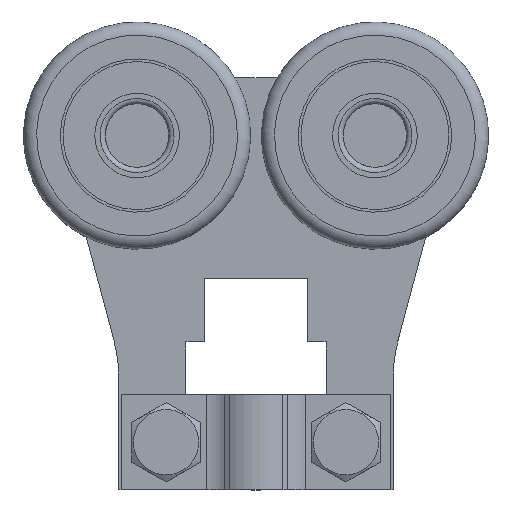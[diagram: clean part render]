
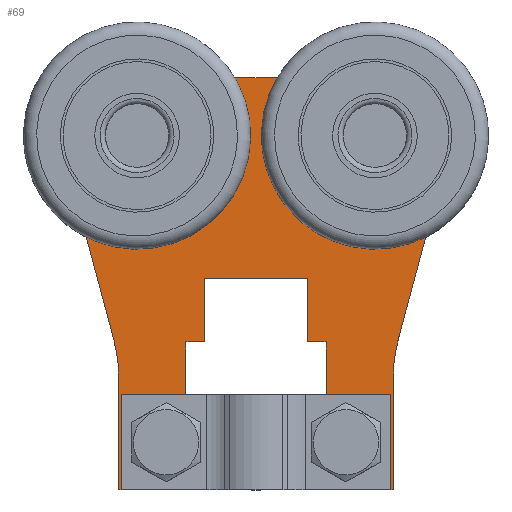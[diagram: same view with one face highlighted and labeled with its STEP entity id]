
A CAD part, top view. The second image highlights one B-rep face of the part: STEP entity #69.
In plain terms, the highlighted planar face has unit normal (0, 0, 1).
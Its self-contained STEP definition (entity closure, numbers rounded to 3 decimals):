
#69=ADVANCED_FACE('',(#468,#470,#472),#474,.T.);
#468=FACE_BOUND('',#469,.T.);
#469=EDGE_LOOP('',(#3269,#3270,#3271,#3272,#3273,#3274,#3275,#3276,#3277,#3278,#3279,
#3280,#3281,#3282,#3283,#3284,#3285,#3286,#3287,#3288,#3289,#3290,#3291,#3292));
#470=FACE_BOUND('',#471,.T.);
#471=EDGE_LOOP('',(#3293));
#472=FACE_BOUND('',#473,.T.);
#473=EDGE_LOOP('',(#3294));
#474=PLANE('',#475);
#475=AXIS2_PLACEMENT_3D('',#476,#477,#478);
#476=CARTESIAN_POINT('',(0.,0.,6.));
#477=DIRECTION('',(0.,0.,1.));
#478=DIRECTION('',(1.,0.,0.));
#3269=ORIENTED_EDGE('',*,*,#5704,.F.);
#3270=ORIENTED_EDGE('',*,*,#5705,.T.);
#3271=ORIENTED_EDGE('',*,*,#5706,.T.);
#3272=ORIENTED_EDGE('',*,*,#5707,.T.);
#3273=ORIENTED_EDGE('',*,*,#5708,.T.);
#3274=ORIENTED_EDGE('',*,*,#5709,.T.);
#3275=ORIENTED_EDGE('',*,*,#5710,.T.);
#3276=ORIENTED_EDGE('',*,*,#5711,.T.);
#3277=ORIENTED_EDGE('',*,*,#5712,.T.);
#3278=ORIENTED_EDGE('',*,*,#5713,.T.);
#3279=ORIENTED_EDGE('',*,*,#5714,.T.);
#3280=ORIENTED_EDGE('',*,*,#5715,.T.);
#3281=ORIENTED_EDGE('',*,*,#5716,.T.);
#3282=ORIENTED_EDGE('',*,*,#5717,.T.);
#3283=ORIENTED_EDGE('',*,*,#5718,.F.);
#3284=ORIENTED_EDGE('',*,*,#5719,.F.);
#3285=ORIENTED_EDGE('',*,*,#5720,.T.);
#3286=ORIENTED_EDGE('',*,*,#5721,.T.);
#3287=ORIENTED_EDGE('',*,*,#5722,.T.);
#3288=ORIENTED_EDGE('',*,*,#5723,.T.);
#3289=ORIENTED_EDGE('',*,*,#5724,.T.);
#3290=ORIENTED_EDGE('',*,*,#5725,.T.);
#3291=ORIENTED_EDGE('',*,*,#5726,.T.);
#3292=ORIENTED_EDGE('',*,*,#5727,.F.);
#3293=ORIENTED_EDGE('',*,*,#5678,.T.);
#3294=ORIENTED_EDGE('',*,*,#5728,.T.);
#5678=EDGE_CURVE('',#6762,#6762,#6763,.F.);
#5704=EDGE_CURVE('',#6814,#6815,#6816,.T.);
#5705=EDGE_CURVE('',#6814,#6817,#6818,.T.);
#5706=EDGE_CURVE('',#6817,#6819,#6820,.T.);
#5707=EDGE_CURVE('',#6819,#6821,#6822,.T.);
#5708=EDGE_CURVE('',#6821,#6823,#6824,.T.);
#5709=EDGE_CURVE('',#6823,#6825,#6826,.T.);
#5710=EDGE_CURVE('',#6825,#6827,#6828,.T.);
#5711=EDGE_CURVE('',#6827,#6829,#6830,.T.);
#5712=EDGE_CURVE('',#6829,#6831,#6832,.T.);
#5713=EDGE_CURVE('',#6831,#6833,#6834,.T.);
#5714=EDGE_CURVE('',#6833,#6835,#6836,.T.);
#5715=EDGE_CURVE('',#6835,#6837,#6838,.T.);
#5716=EDGE_CURVE('',#6837,#6839,#6840,.T.);
#5717=EDGE_CURVE('',#6839,#6841,#6842,.T.);
#5718=EDGE_CURVE('',#6843,#6841,#6844,.T.);
#5719=EDGE_CURVE('',#6845,#6843,#6846,.T.);
#5720=EDGE_CURVE('',#6845,#6847,#6848,.T.);
#5721=EDGE_CURVE('',#6847,#6849,#6850,.T.);
#5722=EDGE_CURVE('',#6849,#6851,#6852,.T.);
#5723=EDGE_CURVE('',#6851,#6853,#6854,.T.);
#5724=EDGE_CURVE('',#6853,#6855,#6856,.T.);
#5725=EDGE_CURVE('',#6855,#6857,#6858,.T.);
#5726=EDGE_CURVE('',#6857,#6859,#6860,.T.);
#5727=EDGE_CURVE('',#6815,#6859,#6861,.T.);
#5728=EDGE_CURVE('',#6862,#6862,#6863,.F.);
#6762=VERTEX_POINT('',#8252);
#6763=CIRCLE('',#8253,8.);
#6814=VERTEX_POINT('',#8362);
#6815=VERTEX_POINT('',#8363);
#6816=LINE('',#8364,#8365);
#6817=VERTEX_POINT('',#8367);
#6818=LINE('',#8368,#8369);
#6819=VERTEX_POINT('',#8371);
#6820=LINE('',#8372,#8373);
#6821=VERTEX_POINT('',#8375);
#6822=CIRCLE('',#8376,24.955);
#6823=VERTEX_POINT('',#8380);
#6824=LINE('',#8381,#8382);
#6825=VERTEX_POINT('',#8384);
#6826=CIRCLE('',#8385,24.997);
#6827=VERTEX_POINT('',#8389);
#6828=LINE('',#8390,#8391);
#6829=VERTEX_POINT('',#8393);
#6830=LINE('',#8394,#8395);
#6831=VERTEX_POINT('',#8397);
#6832=LINE('',#8398,#8399);
#6833=VERTEX_POINT('',#8401);
#6834=CIRCLE('',#8402,24.997);
#6835=VERTEX_POINT('',#8406);
#6836=LINE('',#8407,#8408);
#6837=VERTEX_POINT('',#8410);
#6838=CIRCLE('',#8411,24.999);
#6839=VERTEX_POINT('',#8415);
#6840=LINE('',#8416,#8417);
#6841=VERTEX_POINT('',#8419);
#6842=LINE('',#8420,#8421);
#6843=VERTEX_POINT('',#8423);
#6844=LINE('',#8424,#8425);
#6845=VERTEX_POINT('',#8427);
#6846=LINE('',#8428,#8429);
#6847=VERTEX_POINT('',#8431);
#6848=LINE('',#8432,#8433);
#6849=VERTEX_POINT('',#8435);
#6850=LINE('',#8436,#8437);
#6851=VERTEX_POINT('',#8439);
#6852=LINE('',#8440,#8441);
#6853=VERTEX_POINT('',#8443);
#6854=LINE('',#8444,#8445);
#6855=VERTEX_POINT('',#8447);
#6856=LINE('',#8448,#8449);
#6857=VERTEX_POINT('',#8451);
#6858=LINE('',#8452,#8453);
#6859=VERTEX_POINT('',#8455);
#6860=LINE('',#8456,#8457);
#6861=LINE('',#8459,#8460);
#6862=VERTEX_POINT('',#8462);
#6863=CIRCLE('',#8463,8.);
#8252=CARTESIAN_POINT('',(-27.415,71.773,6.));
#8253=AXIS2_PLACEMENT_3D('',#8254,#8255,#8256);
#8254=CARTESIAN_POINT('',(-22.499,65.461,6.));
#8255=DIRECTION('',(0.,0.,1.));
#8256=DIRECTION('',(-0.614,0.789,0.));
#8362=CARTESIAN_POINT('',(25.501,-1.539,6.));
#8363=CARTESIAN_POINT('',(25.501,16.461,6.));
#8364=CARTESIAN_POINT('',(25.501,-1.539,6.));
#8365=VECTOR('',#8366,1.);
#8366=DIRECTION('',(0.,1.,0.));
#8367=CARTESIAN_POINT('',(26.001,-1.539,6.));
#8368=CARTESIAN_POINT('',(25.501,-1.539,6.));
#8369=VECTOR('',#8370,1.);
#8370=DIRECTION('',(1.,0.,0.));
#8371=CARTESIAN_POINT('',(26.001,20.177,6.));
#8372=CARTESIAN_POINT('',(26.001,-1.539,6.));
#8373=VECTOR('',#8374,1.);
#8374=DIRECTION('',(0.,1.,0.));
#8375=CARTESIAN_POINT('',(26.85,26.634,6.));
#8376=AXIS2_PLACEMENT_3D('',#8377,#8378,#8379);
#8377=CARTESIAN_POINT('',(50.956,20.177,6.));
#8378=DIRECTION('',(0.,0.,-1.));
#8379=DIRECTION('',(-1.,0.,0.));
#8380=CARTESIAN_POINT('',(32.65,48.283,6.));
#8381=CARTESIAN_POINT('',(26.85,26.634,6.));
#8382=VECTOR('',#8383,1.);
#8383=DIRECTION('',(0.259,0.966,0.));
#8384=CARTESIAN_POINT('',(33.501,54.751,6.));
#8385=AXIS2_PLACEMENT_3D('',#8386,#8387,#8388);
#8386=CARTESIAN_POINT('',(8.504,54.751,6.));
#8387=DIRECTION('',(0.,0.,1.));
#8388=DIRECTION('',(0.966,-0.259,0.));
#8389=CARTESIAN_POINT('',(33.501,76.461,6.));
#8390=CARTESIAN_POINT('',(33.501,54.751,6.));
#8391=VECTOR('',#8392,1.);
#8392=DIRECTION('',(0.,1.,0.));
#8393=CARTESIAN_POINT('',(-33.5,76.461,6.));
#8394=CARTESIAN_POINT('',(33.501,76.461,6.));
#8395=VECTOR('',#8396,1.);
#8396=DIRECTION('',(-1.,0.,0.));
#8397=CARTESIAN_POINT('',(-33.5,54.751,6.));
#8398=CARTESIAN_POINT('',(-33.5,76.461,6.));
#8399=VECTOR('',#8400,1.);
#8400=DIRECTION('',(0.,-1.,0.));
#8401=CARTESIAN_POINT('',(-32.648,48.283,6.));
#8402=AXIS2_PLACEMENT_3D('',#8403,#8404,#8405);
#8403=CARTESIAN_POINT('',(-8.503,54.751,6.));
#8404=DIRECTION('',(0.,0.,1.));
#8405=DIRECTION('',(-1.,0.,0.));
#8406=CARTESIAN_POINT('',(-26.851,26.639,6.));
#8407=CARTESIAN_POINT('',(-32.648,48.283,6.));
#8408=VECTOR('',#8409,1.);
#8409=DIRECTION('',(0.259,-0.966,0.));
#8410=CARTESIAN_POINT('',(-25.999,20.171,6.));
#8411=AXIS2_PLACEMENT_3D('',#8412,#8413,#8414);
#8412=CARTESIAN_POINT('',(-50.999,20.171,6.));
#8413=DIRECTION('',(0.,0.,-1.));
#8414=DIRECTION('',(0.966,0.259,0.));
#8415=CARTESIAN_POINT('',(-25.999,-1.539,6.));
#8416=CARTESIAN_POINT('',(-25.999,20.171,6.));
#8417=VECTOR('',#8418,1.);
#8418=DIRECTION('',(0.,-1.,0.));
#8419=CARTESIAN_POINT('',(-25.499,-1.539,6.));
#8420=CARTESIAN_POINT('',(-25.999,-1.539,6.));
#8421=VECTOR('',#8422,1.);
#8422=DIRECTION('',(1.,0.,0.));
#8423=CARTESIAN_POINT('',(-25.499,16.461,6.));
#8424=CARTESIAN_POINT('',(-25.499,16.461,6.));
#8425=VECTOR('',#8426,1.);
#8426=DIRECTION('',(0.,-1.,0.));
#8427=CARTESIAN_POINT('',(-13.249,16.461,6.));
#8428=CARTESIAN_POINT('',(-13.249,16.461,6.));
#8429=VECTOR('',#8430,1.);
#8430=DIRECTION('',(-1.,0.,0.));
#8431=CARTESIAN_POINT('',(-13.249,26.461,6.));
#8432=CARTESIAN_POINT('',(-13.249,16.461,6.));
#8433=VECTOR('',#8434,1.);
#8434=DIRECTION('',(0.,1.,0.));
#8435=CARTESIAN_POINT('',(-9.749,26.461,6.));
#8436=CARTESIAN_POINT('',(-13.249,26.461,6.));
#8437=VECTOR('',#8438,1.);
#8438=DIRECTION('',(1.,0.,0.));
#8439=CARTESIAN_POINT('',(-9.749,38.461,6.));
#8440=CARTESIAN_POINT('',(-9.749,26.461,6.));
#8441=VECTOR('',#8442,1.);
#8442=DIRECTION('',(0.,1.,0.));
#8443=CARTESIAN_POINT('',(9.751,38.461,6.));
#8444=CARTESIAN_POINT('',(-9.749,38.461,6.));
#8445=VECTOR('',#8446,1.);
#8446=DIRECTION('',(1.,0.,0.));
#8447=CARTESIAN_POINT('',(9.751,26.461,6.));
#8448=CARTESIAN_POINT('',(9.751,38.461,6.));
#8449=VECTOR('',#8450,1.);
#8450=DIRECTION('',(0.,-1.,0.));
#8451=CARTESIAN_POINT('',(13.251,26.461,6.));
#8452=CARTESIAN_POINT('',(9.751,26.461,6.));
#8453=VECTOR('',#8454,1.);
#8454=DIRECTION('',(1.,0.,0.));
#8455=CARTESIAN_POINT('',(13.251,16.461,6.));
#8456=CARTESIAN_POINT('',(13.251,26.461,6.));
#8457=VECTOR('',#8458,1.);
#8458=DIRECTION('',(0.,-1.,0.));
#8459=CARTESIAN_POINT('',(25.501,16.461,6.));
#8460=VECTOR('',#8461,1.);
#8461=DIRECTION('',(-1.,0.,0.));
#8462=CARTESIAN_POINT('',(17.585,71.773,6.));
#8463=AXIS2_PLACEMENT_3D('',#8464,#8465,#8466);
#8464=CARTESIAN_POINT('',(22.501,65.461,6.));
#8465=DIRECTION('',(0.,0.,1.));
#8466=DIRECTION('',(-0.614,0.789,0.));
